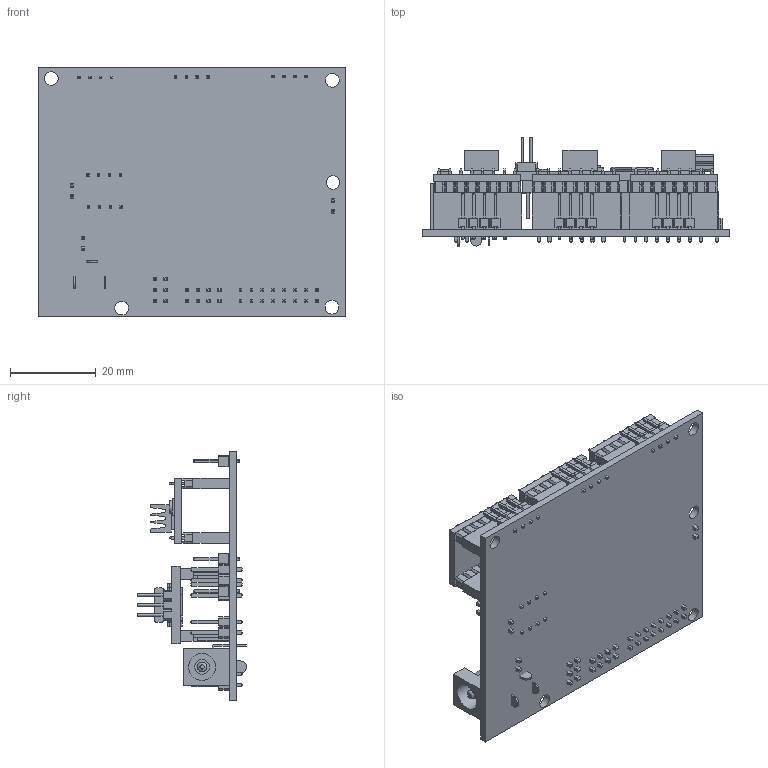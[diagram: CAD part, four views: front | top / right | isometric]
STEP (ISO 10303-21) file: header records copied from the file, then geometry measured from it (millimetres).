
FILE_DESCRIPTION(/* description */ (''),/* implementation_level */ '2;1');
FILE_NAME(/* name */ 'nano shield.stp',/* time_stamp */ '2018-03-19T16:58:16-05:00',/* author */ ('usuario'),/* organization */ (''),/* preprocessor_version */ 'ST-DEVELOPER v16.13',/* originating_system */ 'Autodesk Inventor 2018',/* authorisation */ '');
FILE_SCHEMA (('AUTOMOTIVE_DESIGN { 1 0 10303 214 3 1 1 }'));
Length unit declared in the file: millimetre
Products named in the file (17): nano shield; nano; PZ_header14pines; PZ_header_single_3pines; User Library-Header 4 Vertical; 2.1mm DC Power Socket; 2.1mm DC Power Socket Housing; 2.1mm DC Power Socket Pin; Terminal 1; Terminal 2; Terminal 3; pololu; 2.5mm Pitch Miniature Socket - Digital; PZ_header_single_1pin; SIL_Socket08_; SIL_Socket_Body; Arduino Nano
Assembly tree (54 placements, depth 3):
  nano shield
    nano
    PZ_header_single_1pin  x10
    PZ_header14pines
    PZ_header_single_3pines  x4
    User Library-Header 4 Vertical  x5
    2.1mm DC Power Socket
      2.1mm DC Power Socket Housing
      2.1mm DC Power Socket Pin
      Terminal 1
      Terminal 2
      Terminal 3
    2.5mm Pitch Miniature Socket - Digital  x6
    pololu  x3
    SIL_Socket08_  x2
      SIL_Socket_Body
    Arduino Nano
Bounding box: 71.65 x 25.5 x 58.15 mm (x, y, z)
Volume: 17588.1 mm3; surface area: 32319.9 mm2
Topology: 174 solids, 174 shells, 4898 faces, 11637 edges, 7313 vertices
Faces by surface type: plane 4612, cylinder 285, bspline 1
Full cylindrical faces by diameter (mm): 0.5 x6, 0.78 x48, 1 x4, 1.5 x1, 1.8 x1, 2.2 x1, 3 x3, 3.2 x5, 3.45 x1, 6.3 x1
Entity records: 51681 total; most frequent: CARTESIAN_POINT 8758, ORIENTED_EDGE 8392, DIRECTION 8063, EDGE_CURVE 4196, LINE 4017, VECTOR 4017, VERTEX_POINT 2686, AXIS2_PLACEMENT_3D 2023
